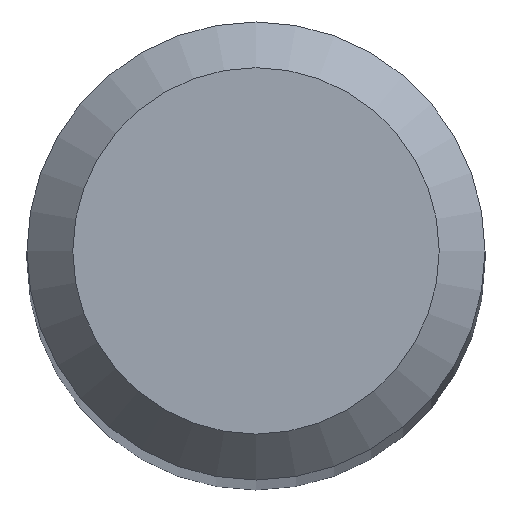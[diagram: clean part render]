
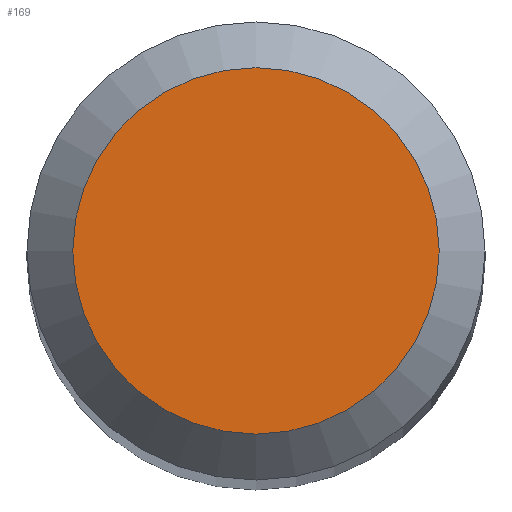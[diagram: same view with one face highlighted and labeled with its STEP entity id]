
A CAD part, top view. The second image highlights one B-rep face of the part: STEP entity #169.
In plain terms, the highlighted planar face has unit normal (0, 0, 1).
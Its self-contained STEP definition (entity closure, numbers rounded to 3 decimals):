
#24 = CARTESIAN_POINT ( 'NONE',  ( 0., 0., 38. ) ) ;
#26 = CARTESIAN_POINT ( 'NONE',  ( 0., 0.8, 38. ) ) ;
#42 = CIRCLE ( 'NONE', #105, 0.8 ) ;
#59 = DIRECTION ( 'NONE',  ( 0., 1., 0. ) ) ;
#80 = DIRECTION ( 'NONE',  ( 0., 0., -1. ) ) ;
#83 = DIRECTION ( 'NONE',  ( 0., 0., -1. ) ) ;
#105 = AXIS2_PLACEMENT_3D ( 'NONE', #194, #80, #59 ) ;
#124 = EDGE_CURVE ( 'NONE', #195, #195, #42, .T. ) ;
#128 = EDGE_LOOP ( 'NONE', ( #209 ) ) ;
#141 = AXIS2_PLACEMENT_3D ( 'NONE', #24, #83, #198 ) ;
#169 = ADVANCED_FACE ( 'NONE', ( #213 ), #210, .F. ) ;
#194 = CARTESIAN_POINT ( 'NONE',  ( 0., 0., 38. ) ) ;
#195 = VERTEX_POINT ( 'NONE', #26 ) ;
#198 = DIRECTION ( 'NONE',  ( 0., 1., 0. ) ) ;
#209 = ORIENTED_EDGE ( 'NONE', *, *, #124, .F. ) ;
#210 = PLANE ( 'NONE',  #141 ) ;
#213 = FACE_OUTER_BOUND ( 'NONE', #128, .T. ) ;
